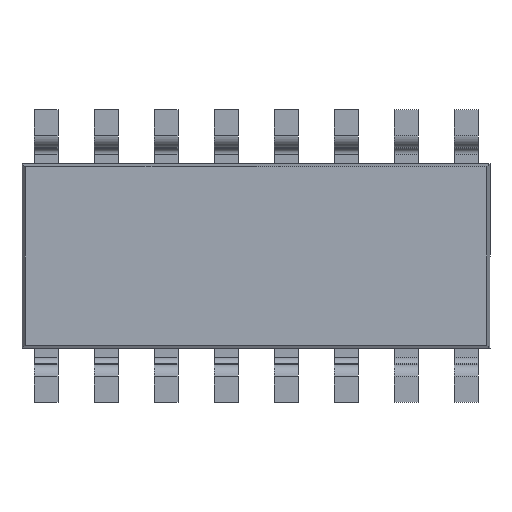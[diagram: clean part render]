
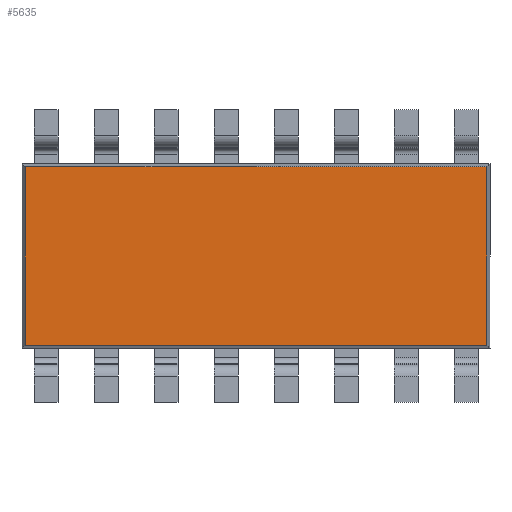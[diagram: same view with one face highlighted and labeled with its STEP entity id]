
A CAD part, front view. The second image highlights one B-rep face of the part: STEP entity #5635.
In plain terms, the highlighted planar face has unit normal (0, -1, 0).
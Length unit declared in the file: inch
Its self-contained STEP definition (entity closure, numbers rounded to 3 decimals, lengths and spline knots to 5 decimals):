
#98 = ORIENTED_EDGE ( 'NONE', *, *, #5669, .F. ) ;
#736 = EDGE_LOOP ( 'NONE', ( #3765, #833, #98, #4451 ) ) ;
#833 = ORIENTED_EDGE ( 'NONE', *, *, #3173, .F. ) ;
#1405 = CARTESIAN_POINT ( 'NONE',  ( 0.0175, 0.007, -0.077 ) ) ;
#1611 = VERTEX_POINT ( 'NONE', #8148 ) ;
#1631 = CARTESIAN_POINT ( 'NONE',  ( -0.3675, 0.007, 0.0745 ) ) ;
#1719 = VECTOR ( 'NONE', #10767, 39.37008 ) ;
#1869 = CARTESIAN_POINT ( 'NONE',  ( 0.0175, 0.007, 0.0745 ) ) ;
#2152 = DIRECTION ( 'NONE',  ( 1., 0., 0. ) ) ;
#2167 = LINE ( 'NONE', #1405, #1719 ) ;
#3140 = DIRECTION ( 'NONE',  ( 0., 0., 1. ) ) ;
#3173 = EDGE_CURVE ( 'NONE', #9330, #1611, #3392, .T. ) ;
#3194 = CARTESIAN_POINT ( 'NONE',  ( 0.02, 0.007, -0.077 ) ) ;
#3392 = LINE ( 'NONE', #9292, #6565 ) ;
#3765 = ORIENTED_EDGE ( 'NONE', *, *, #7738, .F. ) ;
#4451 = ORIENTED_EDGE ( 'NONE', *, *, #5958, .F. ) ;
#5372 = PLANE ( 'NONE',  #8271 ) ;
#5635 = ADVANCED_FACE ( 'NONE', ( #8088 ), #5372, .F. ) ;
#5669 = EDGE_CURVE ( 'NONE', #7669, #9330, #2167, .T. ) ;
#5958 = EDGE_CURVE ( 'NONE', #10664, #7669, #9925, .T. ) ;
#6565 = VECTOR ( 'NONE', #9462, 39.37008 ) ;
#6604 = DIRECTION ( 'NONE',  ( 0., 1., 0. ) ) ;
#7218 = CARTESIAN_POINT ( 'NONE',  ( -0.3675, 0.007, -0.077 ) ) ;
#7278 = DIRECTION ( 'NONE',  ( 0., 0., 1. ) ) ;
#7669 = VERTEX_POINT ( 'NONE', #1869 ) ;
#7738 = EDGE_CURVE ( 'NONE', #1611, #10664, #9076, .T. ) ;
#8088 = FACE_OUTER_BOUND ( 'NONE', #736, .T. ) ;
#8123 = VECTOR ( 'NONE', #7278, 39.37008 ) ;
#8148 = CARTESIAN_POINT ( 'NONE',  ( -0.3675, 0.007, -0.0745 ) ) ;
#8263 = CARTESIAN_POINT ( 'NONE',  ( 0.0175, 0.007, -0.0745 ) ) ;
#8271 = AXIS2_PLACEMENT_3D ( 'NONE', #3194, #6604, #3140 ) ;
#8957 = CARTESIAN_POINT ( 'NONE',  ( 0.02, 0.007, 0.0745 ) ) ;
#9076 = LINE ( 'NONE', #7218, #8123 ) ;
#9292 = CARTESIAN_POINT ( 'NONE',  ( 0.02, 0.007, -0.0745 ) ) ;
#9330 = VERTEX_POINT ( 'NONE', #8263 ) ;
#9462 = DIRECTION ( 'NONE',  ( -1., 0., 0. ) ) ;
#9904 = VECTOR ( 'NONE', #2152, 39.37008 ) ;
#9925 = LINE ( 'NONE', #8957, #9904 ) ;
#10664 = VERTEX_POINT ( 'NONE', #1631 ) ;
#10767 = DIRECTION ( 'NONE',  ( 0., 0., -1. ) ) ;
